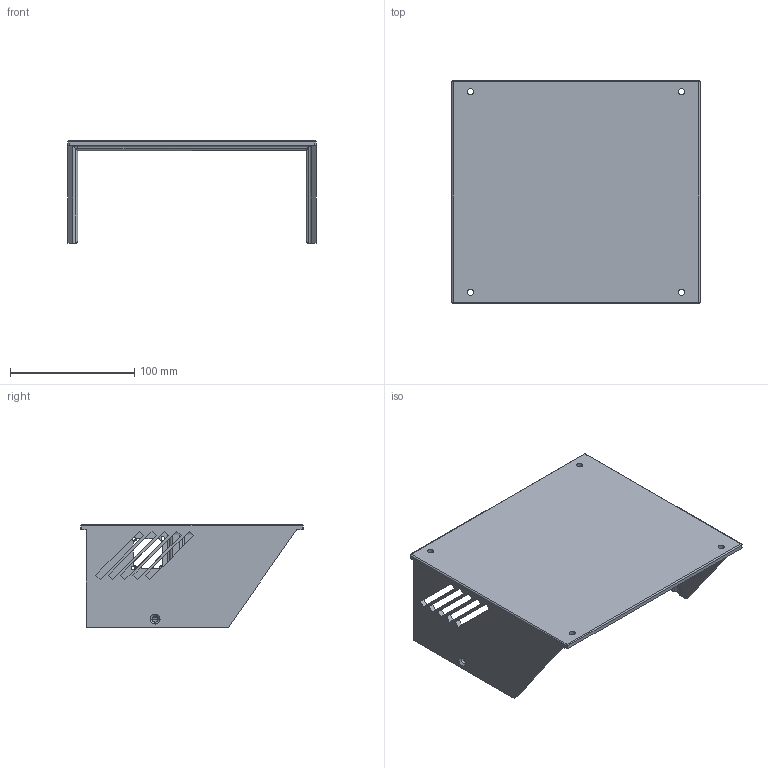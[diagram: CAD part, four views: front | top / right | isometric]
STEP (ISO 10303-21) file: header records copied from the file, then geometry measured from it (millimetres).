
FILE_DESCRIPTION(/* description */ (''),/* implementation_level */ '2;1');
FILE_NAME(/* name */ '02 - bottom part.stp',/* time_stamp */ '2023-01-17T10:47:42+01:00',/* author */ ('JN'),/* organization */ (''),/* preprocessor_version */ 'ST-DEVELOPER v18.1',/* originating_system */ 'Autodesk Inventor 2022',/* authorisation */ '');
FILE_SCHEMA (('AUTOMOTIVE_DESIGN { 1 0 10303 214 3 1 1 }'));
Length unit declared in the file: millimetre
Products named in the file (1): Boden
Bounding box: 200 x 179.52 x 82.6 mm (x, y, z)
Volume: 239294.8 mm3; surface area: 121767.1 mm2
Topology: 1 solids, 1 shells, 126 faces, 344 edges, 218 vertices
Faces by surface type: plane 62, cylinder 47, sphere 6, cone 6, bspline 3, torus 2
Full cylindrical faces by diameter (mm): 3 x4, 5 x6
Entity records: 4432 total; most frequent: CARTESIAN_POINT 1071, ORIENTED_EDGE 688, DIRECTION 685, EDGE_CURVE 344, LINE 229, VECTOR 229, AXIS2_PLACEMENT_3D 228, VERTEX_POINT 218
